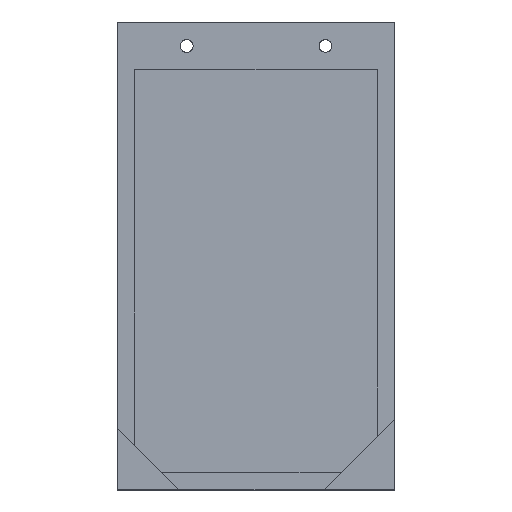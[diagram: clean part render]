
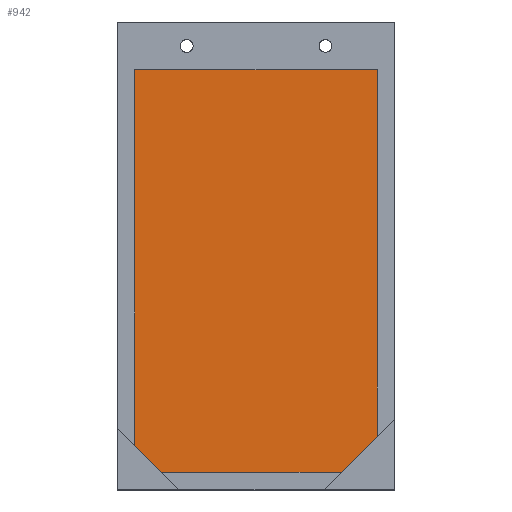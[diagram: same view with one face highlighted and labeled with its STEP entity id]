
A CAD part, top view. The second image highlights one B-rep face of the part: STEP entity #942.
In plain terms, the highlighted planar face has unit normal (0, 0, 1).
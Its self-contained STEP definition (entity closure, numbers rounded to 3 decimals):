
#837=CARTESIAN_POINT('',(15.5,133.5,5.5));
#838=VERTEX_POINT('',#837);
#845=CARTESIAN_POINT('',(91.5,133.5,5.5));
#846=VERTEX_POINT('',#845);
#847=CARTESIAN_POINT('',(91.5,133.5,5.5));
#848=DIRECTION('',(-1.,0.,0.));
#849=VECTOR('',#848,76.);
#850=LINE('',#847,#849);
#851=EDGE_CURVE('',#846,#838,#850,.T.);
#869=CARTESIAN_POINT('',(15.5,7.5,5.5));
#870=VERTEX_POINT('',#869);
#877=CARTESIAN_POINT('',(15.5,133.5,5.5));
#878=DIRECTION('',(0.,-1.,0.));
#879=VECTOR('',#878,126.);
#880=LINE('',#877,#879);
#881=EDGE_CURVE('',#838,#870,#880,.T.);
#895=CARTESIAN_POINT('',(91.5,7.5,5.5));
#896=VERTEX_POINT('',#895);
#903=CARTESIAN_POINT('',(15.5,7.5,5.5));
#904=DIRECTION('',(1.,0.,-0.));
#905=VECTOR('',#904,76.);
#906=LINE('',#903,#905);
#907=EDGE_CURVE('',#870,#896,#906,.T.);
#921=CARTESIAN_POINT('',(91.5,7.5,5.5));
#922=DIRECTION('',(0.,1.,0.));
#923=VECTOR('',#922,126.);
#924=LINE('',#921,#923);
#925=EDGE_CURVE('',#896,#846,#924,.T.);
#931=CARTESIAN_POINT('',(0.,0.,5.5));
#932=DIRECTION('',(0.,0.,1.));
#933=DIRECTION('',(1.,0.,0.));
#934=AXIS2_PLACEMENT_3D('',#931,#932,#933);
#935=PLANE('',#934);
#936=ORIENTED_EDGE('',*,*,#851,.T.);
#937=ORIENTED_EDGE('',*,*,#881,.T.);
#938=ORIENTED_EDGE('',*,*,#907,.T.);
#939=ORIENTED_EDGE('',*,*,#925,.T.);
#940=EDGE_LOOP('',(#936,#937,#938,#939));
#941=FACE_BOUND('',#940,.T.);
#942=ADVANCED_FACE('',(#941),#935,.T.);
